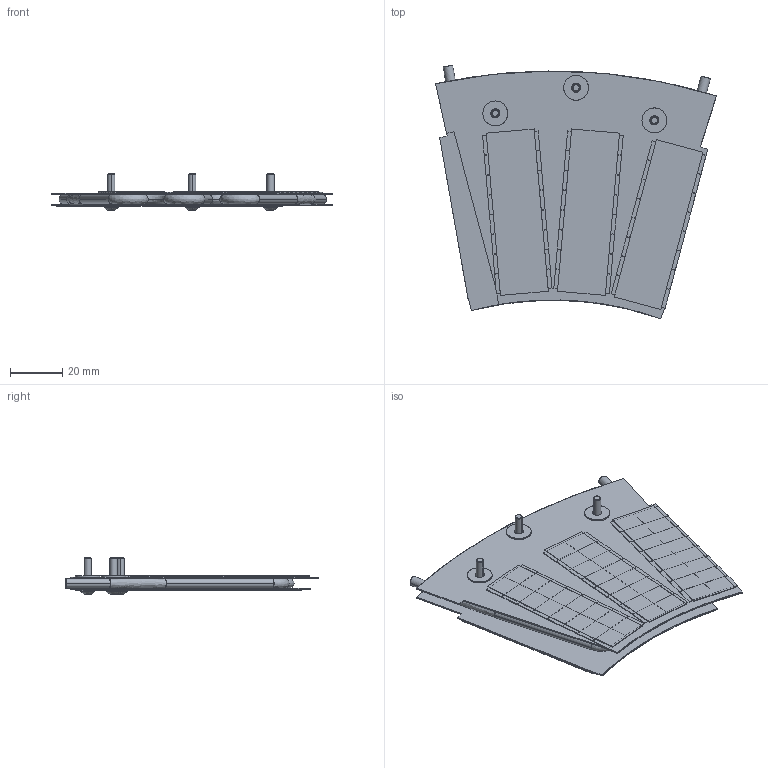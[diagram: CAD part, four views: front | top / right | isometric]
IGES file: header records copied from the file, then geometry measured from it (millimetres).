
Start section: SolidWorks IGES FILE using analytic representation for surfaces
Global section: file name: ESLI Sector Assy -1-L.IGS; native system: SolidWorks 98Plus by SolidWorks Corporation; preprocessor: Version 3.0; author: roger; date: 990709.132406; units: millimetre
Bounding box: 107.64 x 97.09 x 14.1 mm (x, y, z)
Surface area: 58810.1 mm2 (no closed solid volume)
Topology: 0 solids, 0 shells, 1288 faces, 8552 edges, 8548 vertices
Faces by surface type: bspline 1176, revolution 112
